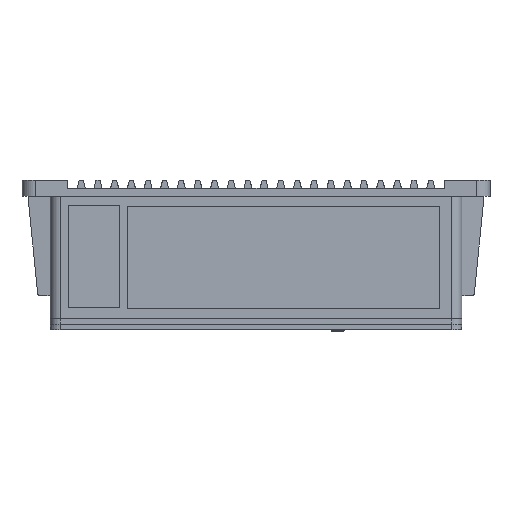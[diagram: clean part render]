
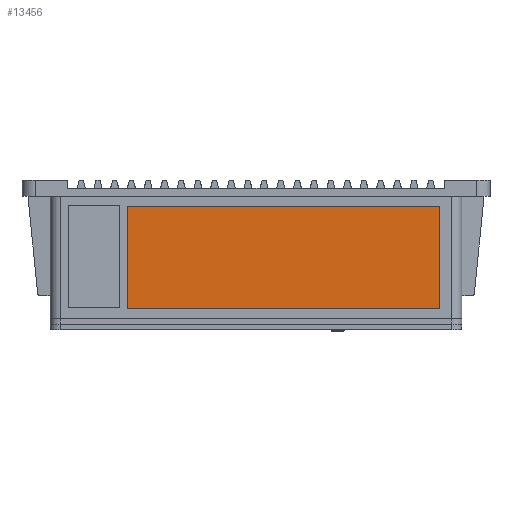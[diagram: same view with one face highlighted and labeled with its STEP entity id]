
A CAD part, front view. The second image highlights one B-rep face of the part: STEP entity #13456.
In plain terms, the highlighted planar face has unit normal (0, -1, 0).
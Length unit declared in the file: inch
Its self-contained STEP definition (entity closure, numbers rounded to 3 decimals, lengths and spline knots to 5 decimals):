
#4382 = LINE ( 'NONE', #10019, #29803 ) ;
#6346 = ORIENTED_EDGE ( 'NONE', *, *, #8531, .T. ) ;
#7253 = CARTESIAN_POINT ( 'NONE',  ( 2.69096, -1.80702, -0.14333 ) ) ;
#7678 = VERTEX_POINT ( 'NONE', #32696 ) ;
#8531 = EDGE_CURVE ( 'NONE', #7678, #40008, #4382, .T. ) ;
#10019 = CARTESIAN_POINT ( 'NONE',  ( -1.87596, -1.80702, -0.14333 ) ) ;
#10149 = VECTOR ( 'NONE', #29085, 39.37008 ) ;
#10474 = FACE_OUTER_BOUND ( 'NONE', #24535, .T. ) ;
#13456 = ADVANCED_FACE ( 'NONE', ( #10474 ), #62465, .T. ) ;
#14720 = CARTESIAN_POINT ( 'NONE',  ( 2.69096, -1.80702, -1.63939 ) ) ;
#15129 = DIRECTION ( 'NONE',  ( 0., 0., -1. ) ) ;
#16504 = DIRECTION ( 'NONE',  ( 0., -1., 0. ) ) ;
#17286 = VECTOR ( 'NONE', #62003, 39.37008 ) ;
#17596 = VERTEX_POINT ( 'NONE', #7253 ) ;
#18845 = LINE ( 'NONE', #59316, #10149 ) ;
#21050 = AXIS2_PLACEMENT_3D ( 'NONE', #32008, #16504, #52503 ) ;
#22569 = CARTESIAN_POINT ( 'NONE',  ( -1.87596, -1.80702, -1.63939 ) ) ;
#24535 = EDGE_LOOP ( 'NONE', ( #6346, #65045, #48414, #54231 ) ) ;
#27571 = EDGE_CURVE ( 'NONE', #40008, #46478, #56621, .T. ) ;
#29085 = DIRECTION ( 'NONE',  ( -1., 0., 0. ) ) ;
#29803 = VECTOR ( 'NONE', #15129, 39.37008 ) ;
#30786 = LINE ( 'NONE', #46728, #17286 ) ;
#32008 = CARTESIAN_POINT ( 'NONE',  ( -1.87596, -1.80702, -1.63939 ) ) ;
#32696 = CARTESIAN_POINT ( 'NONE',  ( -1.87596, -1.80702, -0.14333 ) ) ;
#37487 = CARTESIAN_POINT ( 'NONE',  ( -1.87596, -1.80702, -1.63939 ) ) ;
#39201 = EDGE_CURVE ( 'NONE', #17596, #7678, #18845, .T. ) ;
#40008 = VERTEX_POINT ( 'NONE', #22569 ) ;
#43246 = VECTOR ( 'NONE', #62011, 39.37008 ) ;
#46478 = VERTEX_POINT ( 'NONE', #14720 ) ;
#46728 = CARTESIAN_POINT ( 'NONE',  ( 2.69096, -1.80702, -1.63939 ) ) ;
#48414 = ORIENTED_EDGE ( 'NONE', *, *, #63049, .T. ) ;
#52503 = DIRECTION ( 'NONE',  ( 0., 0., 1. ) ) ;
#54231 = ORIENTED_EDGE ( 'NONE', *, *, #39201, .T. ) ;
#56621 = LINE ( 'NONE', #37487, #43246 ) ;
#59316 = CARTESIAN_POINT ( 'NONE',  ( 2.69096, -1.80702, -0.14333 ) ) ;
#62003 = DIRECTION ( 'NONE',  ( 0., 0., 1. ) ) ;
#62011 = DIRECTION ( 'NONE',  ( 1., 0., 0. ) ) ;
#62465 = PLANE ( 'NONE',  #21050 ) ;
#63049 = EDGE_CURVE ( 'NONE', #46478, #17596, #30786, .T. ) ;
#65045 = ORIENTED_EDGE ( 'NONE', *, *, #27571, .T. ) ;
